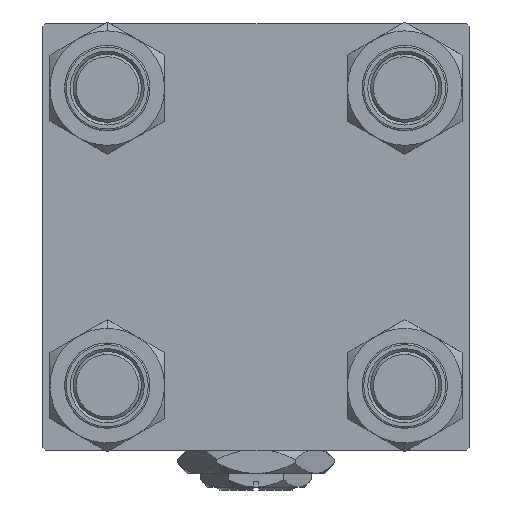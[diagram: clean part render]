
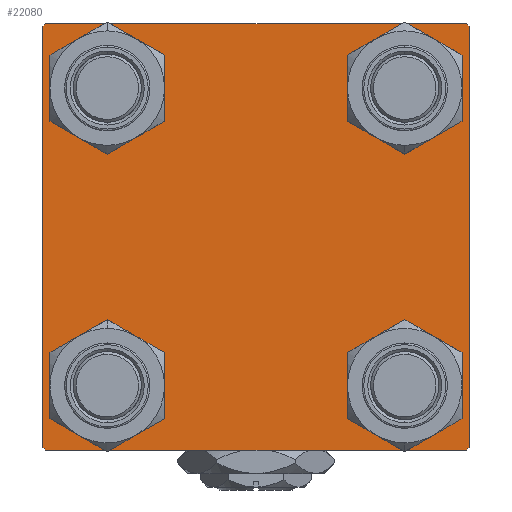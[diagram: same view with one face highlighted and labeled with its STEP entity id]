
A CAD part, left-side view. The second image highlights one B-rep face of the part: STEP entity #22080.
In plain terms, the highlighted planar face has unit normal (-1, 0, 0).
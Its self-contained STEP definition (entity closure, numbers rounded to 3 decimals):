
#573 = ORIENTED_EDGE ( 'NONE', *, *, #40640, .T. ) ;
#1085 = CIRCLE ( 'NONE', #25808, 6.5 ) ;
#1099 = DIRECTION ( 'NONE',  ( 0., 0., 1. ) ) ;
#1149 = CARTESIAN_POINT ( 'NONE',  ( 0., 26.15, -32.65 ) ) ;
#1166 = VERTEX_POINT ( 'NONE', #14229 ) ;
#1398 = ORIENTED_EDGE ( 'NONE', *, *, #16328, .T. ) ;
#1687 = EDGE_LOOP ( 'NONE', ( #47931, #13172, #17449, #22737, #43113, #50721, #45065, #16178 ) ) ;
#1723 = CARTESIAN_POINT ( 'NONE',  ( 0., -26.15, 19.65 ) ) ;
#1970 = DIRECTION ( 'NONE',  ( 1., 0., 0. ) ) ;
#2261 = AXIS2_PLACEMENT_3D ( 'NONE', #17752, #26274, #50243 ) ;
#2394 = VERTEX_POINT ( 'NONE', #24294 ) ;
#2482 = EDGE_CURVE ( 'NONE', #7938, #47043, #32279, .T. ) ;
#2969 = DIRECTION ( 'NONE',  ( 0., -1., 0. ) ) ;
#3285 = ORIENTED_EDGE ( 'NONE', *, *, #23249, .T. ) ;
#3381 = ORIENTED_EDGE ( 'NONE', *, *, #45966, .T. ) ;
#4322 = DIRECTION ( 'NONE',  ( 0., 0., -1. ) ) ;
#4412 = VECTOR ( 'NONE', #2969, 1000. ) ;
#5485 = ORIENTED_EDGE ( 'NONE', *, *, #37454, .T. ) ;
#5578 = AXIS2_PLACEMENT_3D ( 'NONE', #35779, #52295, #6481 ) ;
#5700 = DIRECTION ( 'NONE',  ( -1., 0., 0. ) ) ;
#6481 = DIRECTION ( 'NONE',  ( 0., 0., 1. ) ) ;
#7938 = VERTEX_POINT ( 'NONE', #18961 ) ;
#8144 = CARTESIAN_POINT ( 'NONE',  ( 0., -37.5, 37. ) ) ;
#8692 = VERTEX_POINT ( 'NONE', #37914 ) ;
#9057 = LINE ( 'NONE', #25320, #29706 ) ;
#9178 = AXIS2_PLACEMENT_3D ( 'NONE', #11686, #32457, #27934 ) ;
#9898 = DIRECTION ( 'NONE',  ( 0., -0.707, 0.707 ) ) ;
#9955 = DIRECTION ( 'NONE',  ( 0., 0., 1. ) ) ;
#10044 = DIRECTION ( 'NONE',  ( 0., 0., 1. ) ) ;
#10364 = VECTOR ( 'NONE', #51782, 1000. ) ;
#11686 = CARTESIAN_POINT ( 'NONE',  ( 0., 26.15, -26.15 ) ) ;
#11690 = EDGE_CURVE ( 'NONE', #44333, #1166, #47156, .T. ) ;
#11841 = EDGE_CURVE ( 'NONE', #8692, #2394, #41206, .T. ) ;
#13017 = VERTEX_POINT ( 'NONE', #31140 ) ;
#13172 = ORIENTED_EDGE ( 'NONE', *, *, #13771, .T. ) ;
#13448 = ORIENTED_EDGE ( 'NONE', *, *, #43089, .T. ) ;
#13771 = EDGE_CURVE ( 'NONE', #46436, #13017, #23286, .T. ) ;
#14132 = VERTEX_POINT ( 'NONE', #36506 ) ;
#14159 = DIRECTION ( 'NONE',  ( 0., 0.707, 0.707 ) ) ;
#14229 = CARTESIAN_POINT ( 'NONE',  ( 0., 26.15, 19.65 ) ) ;
#14936 = CIRCLE ( 'NONE', #5578, 6.5 ) ;
#15066 = CARTESIAN_POINT ( 'NONE',  ( 0., -26.15, -26.15 ) ) ;
#16178 = ORIENTED_EDGE ( 'NONE', *, *, #37775, .T. ) ;
#16328 = EDGE_CURVE ( 'NONE', #1166, #44333, #1085, .T. ) ;
#16445 = VERTEX_POINT ( 'NONE', #43599 ) ;
#17440 = FACE_BOUND ( 'NONE', #35017, .T. ) ;
#17449 = ORIENTED_EDGE ( 'NONE', *, *, #40521, .T. ) ;
#17752 = CARTESIAN_POINT ( 'NONE',  ( 0., -26.15, -26.15 ) ) ;
#18649 = EDGE_LOOP ( 'NONE', ( #32862, #1398 ) ) ;
#18812 = DIRECTION ( 'NONE',  ( 1., 0., 0. ) ) ;
#18961 = CARTESIAN_POINT ( 'NONE',  ( 0., 37., 37.5 ) ) ;
#18964 = LINE ( 'NONE', #32486, #31395 ) ;
#19945 = CARTESIAN_POINT ( 'NONE',  ( 0., -26.15, 32.65 ) ) ;
#20008 = VERTEX_POINT ( 'NONE', #8144 ) ;
#20683 = CARTESIAN_POINT ( 'NONE',  ( 0., 37.5, -37. ) ) ;
#21286 = CARTESIAN_POINT ( 'NONE',  ( 0., 37.5, -37.5 ) ) ;
#21899 = DIRECTION ( 'NONE',  ( 1., 0., 0. ) ) ;
#22055 = CIRCLE ( 'NONE', #43276, 6.5 ) ;
#22080 = ADVANCED_FACE ( 'NONE', ( #42195, #37941, #17440, #26224, #34450 ), #42450, .T. ) ;
#22737 = ORIENTED_EDGE ( 'NONE', *, *, #38429, .T. ) ;
#22765 = LINE ( 'NONE', #21286, #32317 ) ;
#23246 = DIRECTION ( 'NONE',  ( 0., 0., -1. ) ) ;
#23249 = EDGE_CURVE ( 'NONE', #25981, #16445, #14936, .T. ) ;
#23286 = LINE ( 'NONE', #35516, #10364 ) ;
#24281 = AXIS2_PLACEMENT_3D ( 'NONE', #50974, #5700, #9955 ) ;
#24294 = CARTESIAN_POINT ( 'NONE',  ( 0., -26.15, -19.65 ) ) ;
#24472 = CIRCLE ( 'NONE', #9178, 6.5 ) ;
#25320 = CARTESIAN_POINT ( 'NONE',  ( 0., 37.25, 37.25 ) ) ;
#25804 = CARTESIAN_POINT ( 'NONE',  ( 0., 26.15, 26.15 ) ) ;
#25808 = AXIS2_PLACEMENT_3D ( 'NONE', #25804, #38291, #10044 ) ;
#25841 = DIRECTION ( 'NONE',  ( 0., 0.707, -0.707 ) ) ;
#25918 = LINE ( 'NONE', #50655, #27035 ) ;
#25981 = VERTEX_POINT ( 'NONE', #1149 ) ;
#26224 = FACE_BOUND ( 'NONE', #18649, .T. ) ;
#26274 = DIRECTION ( 'NONE',  ( 1., 0., 0. ) ) ;
#27035 = VECTOR ( 'NONE', #14159, 1000. ) ;
#27073 = EDGE_CURVE ( 'NONE', #20008, #28354, #29623, .T. ) ;
#27819 = CIRCLE ( 'NONE', #2261, 6.5 ) ;
#27934 = DIRECTION ( 'NONE',  ( 0., 0., 1. ) ) ;
#27982 = VECTOR ( 'NONE', #9898, 1000. ) ;
#28155 = EDGE_LOOP ( 'NONE', ( #5485, #573 ) ) ;
#28354 = VERTEX_POINT ( 'NONE', #32022 ) ;
#29623 = LINE ( 'NONE', #45067, #38758 ) ;
#29706 = VECTOR ( 'NONE', #25841, 1000. ) ;
#30427 = CARTESIAN_POINT ( 'NONE',  ( 0., -37., 37.5 ) ) ;
#31140 = CARTESIAN_POINT ( 'NONE',  ( 0., 37., -37.5 ) ) ;
#31270 = VERTEX_POINT ( 'NONE', #36291 ) ;
#31395 = VECTOR ( 'NONE', #23246, 1000. ) ;
#31847 = EDGE_LOOP ( 'NONE', ( #13448, #52388 ) ) ;
#32022 = CARTESIAN_POINT ( 'NONE',  ( 0., -37.5, -37. ) ) ;
#32130 = EDGE_CURVE ( 'NONE', #20008, #47043, #25918, .T. ) ;
#32279 = LINE ( 'NONE', #39992, #4412 ) ;
#32317 = VECTOR ( 'NONE', #51000, 1000. ) ;
#32457 = DIRECTION ( 'NONE',  ( 1., 0., 0. ) ) ;
#32486 = CARTESIAN_POINT ( 'NONE',  ( 0., 37.5, 37.5 ) ) ;
#32862 = ORIENTED_EDGE ( 'NONE', *, *, #11690, .T. ) ;
#33152 = CIRCLE ( 'NONE', #39940, 6.5 ) ;
#33619 = VERTEX_POINT ( 'NONE', #1723 ) ;
#34394 = CARTESIAN_POINT ( 'NONE',  ( 0., -37.25, -37.25 ) ) ;
#34450 = FACE_OUTER_BOUND ( 'NONE', #1687, .T. ) ;
#34728 = DIRECTION ( 'NONE',  ( 0., 0., 1. ) ) ;
#35017 = EDGE_LOOP ( 'NONE', ( #3381, #3285 ) ) ;
#35024 = DIRECTION ( 'NONE',  ( 0., 0., 1. ) ) ;
#35516 = CARTESIAN_POINT ( 'NONE',  ( 0., 37.25, -37.25 ) ) ;
#35779 = CARTESIAN_POINT ( 'NONE',  ( 0., 26.15, -26.15 ) ) ;
#36291 = CARTESIAN_POINT ( 'NONE',  ( 0., -37., -37.5 ) ) ;
#36506 = CARTESIAN_POINT ( 'NONE',  ( 0., 37.5, 37. ) ) ;
#36544 = DIRECTION ( 'NONE',  ( 1., 0., 0. ) ) ;
#36626 = CARTESIAN_POINT ( 'NONE',  ( 0., 26.15, 32.65 ) ) ;
#37243 = CARTESIAN_POINT ( 'NONE',  ( 0., -26.15, 26.15 ) ) ;
#37454 = EDGE_CURVE ( 'NONE', #46006, #33619, #22055, .T. ) ;
#37607 = CARTESIAN_POINT ( 'NONE',  ( 0., -26.15, 26.15 ) ) ;
#37775 = EDGE_CURVE ( 'NONE', #7938, #14132, #9057, .T. ) ;
#37914 = CARTESIAN_POINT ( 'NONE',  ( 0., -26.15, -32.65 ) ) ;
#37941 = FACE_BOUND ( 'NONE', #31847, .T. ) ;
#38291 = DIRECTION ( 'NONE',  ( 1., 0., 0. ) ) ;
#38429 = EDGE_CURVE ( 'NONE', #31270, #28354, #46394, .T. ) ;
#38758 = VECTOR ( 'NONE', #4322, 1000. ) ;
#39940 = AXIS2_PLACEMENT_3D ( 'NONE', #37243, #1970, #34728 ) ;
#39992 = CARTESIAN_POINT ( 'NONE',  ( 0., 37.5, 37.5 ) ) ;
#40521 = EDGE_CURVE ( 'NONE', #13017, #31270, #22765, .T. ) ;
#40640 = EDGE_CURVE ( 'NONE', #33619, #46006, #33152, .T. ) ;
#41206 = CIRCLE ( 'NONE', #42890, 6.5 ) ;
#42195 = FACE_BOUND ( 'NONE', #28155, .T. ) ;
#42450 = PLANE ( 'NONE',  #24281 ) ;
#42890 = AXIS2_PLACEMENT_3D ( 'NONE', #15066, #36544, #35024 ) ;
#43089 = EDGE_CURVE ( 'NONE', #2394, #8692, #27819, .T. ) ;
#43113 = ORIENTED_EDGE ( 'NONE', *, *, #27073, .F. ) ;
#43276 = AXIS2_PLACEMENT_3D ( 'NONE', #37607, #21899, #1099 ) ;
#43599 = CARTESIAN_POINT ( 'NONE',  ( 0., 26.15, -19.65 ) ) ;
#43852 = CARTESIAN_POINT ( 'NONE',  ( 0., 26.15, 26.15 ) ) ;
#44333 = VERTEX_POINT ( 'NONE', #36626 ) ;
#45065 = ORIENTED_EDGE ( 'NONE', *, *, #2482, .F. ) ;
#45067 = CARTESIAN_POINT ( 'NONE',  ( 0., -37.5, 37.5 ) ) ;
#45966 = EDGE_CURVE ( 'NONE', #16445, #25981, #24472, .T. ) ;
#46006 = VERTEX_POINT ( 'NONE', #19945 ) ;
#46295 = AXIS2_PLACEMENT_3D ( 'NONE', #43852, #18812, #51321 ) ;
#46394 = LINE ( 'NONE', #34394, #27982 ) ;
#46436 = VERTEX_POINT ( 'NONE', #20683 ) ;
#47043 = VERTEX_POINT ( 'NONE', #30427 ) ;
#47156 = CIRCLE ( 'NONE', #46295, 6.5 ) ;
#47931 = ORIENTED_EDGE ( 'NONE', *, *, #49264, .T. ) ;
#49264 = EDGE_CURVE ( 'NONE', #14132, #46436, #18964, .T. ) ;
#50243 = DIRECTION ( 'NONE',  ( 0., 0., 1. ) ) ;
#50655 = CARTESIAN_POINT ( 'NONE',  ( 0., -37.25, 37.25 ) ) ;
#50721 = ORIENTED_EDGE ( 'NONE', *, *, #32130, .T. ) ;
#50974 = CARTESIAN_POINT ( 'NONE',  ( 0., 0., 0. ) ) ;
#51000 = DIRECTION ( 'NONE',  ( 0., -1., 0. ) ) ;
#51321 = DIRECTION ( 'NONE',  ( 0., 0., 1. ) ) ;
#51782 = DIRECTION ( 'NONE',  ( 0., -0.707, -0.707 ) ) ;
#52295 = DIRECTION ( 'NONE',  ( 1., 0., 0. ) ) ;
#52388 = ORIENTED_EDGE ( 'NONE', *, *, #11841, .T. ) ;
